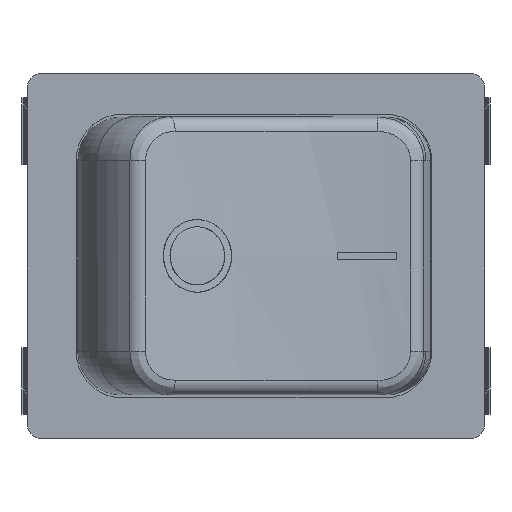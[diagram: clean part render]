
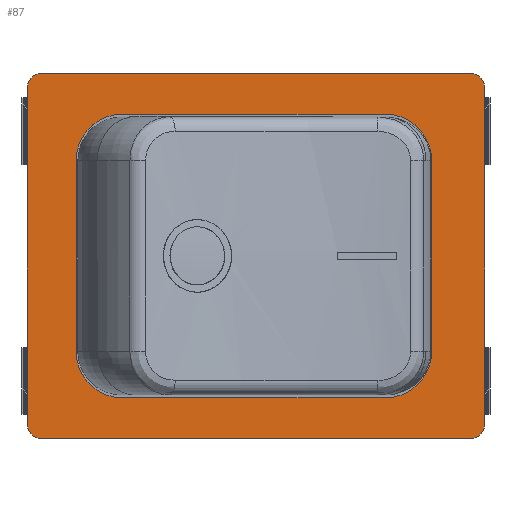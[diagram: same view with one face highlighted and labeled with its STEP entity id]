
A CAD part, top view. The second image highlights one B-rep face of the part: STEP entity #87.
In plain terms, the highlighted planar face has unit normal (0, 0, 1).
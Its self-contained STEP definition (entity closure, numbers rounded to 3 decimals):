
#87=ADVANCED_FACE('',(#389,#390),#391,.T.);
#389=FACE_OUTER_BOUND('',#991,.T.);
#390=FACE_BOUND('',#992,.T.);
#391=PLANE('',#993);
#991=EDGE_LOOP('',(#2043,#2044,#2045,#2046,#2047,#2048,#2049,#2050));
#992=EDGE_LOOP('',(#2051,#2052,#2053,#2054,#2055,#2056,#2057,#2058));
#993=AXIS2_PLACEMENT_3D('',#2059,#2060,#2061);
#2043=ORIENTED_EDGE('',*,*,#4472,.T.);
#2044=ORIENTED_EDGE('',*,*,#4473,.T.);
#2045=ORIENTED_EDGE('',*,*,#4474,.T.);
#2046=ORIENTED_EDGE('',*,*,#4475,.T.);
#2047=ORIENTED_EDGE('',*,*,#4476,.T.);
#2048=ORIENTED_EDGE('',*,*,#4477,.T.);
#2049=ORIENTED_EDGE('',*,*,#4478,.T.);
#2050=ORIENTED_EDGE('',*,*,#4479,.T.);
#2051=ORIENTED_EDGE('',*,*,#4480,.T.);
#2052=ORIENTED_EDGE('',*,*,#4481,.F.);
#2053=ORIENTED_EDGE('',*,*,#4482,.T.);
#2054=ORIENTED_EDGE('',*,*,#4483,.T.);
#2055=ORIENTED_EDGE('',*,*,#4484,.T.);
#2056=ORIENTED_EDGE('',*,*,#4485,.F.);
#2057=ORIENTED_EDGE('',*,*,#4486,.T.);
#2058=ORIENTED_EDGE('',*,*,#4487,.T.);
#2059=CARTESIAN_POINT('',(0.0,0.0,0.0));
#2060=DIRECTION('',(0.0,0.0,1.0));
#2061=DIRECTION('',(1.0,0.0,0.0));
#4472=EDGE_CURVE('',#5323,#5324,#5325,.T.);
#4473=EDGE_CURVE('',#5324,#5326,#5327,.T.);
#4474=EDGE_CURVE('',#5326,#5328,#5329,.T.);
#4475=EDGE_CURVE('',#5328,#5330,#5331,.T.);
#4476=EDGE_CURVE('',#5330,#5332,#5333,.T.);
#4477=EDGE_CURVE('',#5332,#5334,#5335,.T.);
#4478=EDGE_CURVE('',#5334,#5336,#5337,.T.);
#4479=EDGE_CURVE('',#5336,#5323,#5338,.T.);
#4480=EDGE_CURVE('',#5339,#5340,#5341,.T.);
#4481=EDGE_CURVE('',#5342,#5340,#5343,.T.);
#4482=EDGE_CURVE('',#5342,#5344,#5345,.T.);
#4483=EDGE_CURVE('',#5344,#5346,#5347,.T.);
#4484=EDGE_CURVE('',#5346,#5348,#5349,.T.);
#4485=EDGE_CURVE('',#5350,#5348,#5351,.T.);
#4486=EDGE_CURVE('',#5350,#5352,#5353,.T.);
#4487=EDGE_CURVE('',#5352,#5339,#5354,.T.);
#5323=VERTEX_POINT('',#6756);
#5324=VERTEX_POINT('',#6757);
#5325=LINE('',#6758,#6759);
#5326=VERTEX_POINT('',#6760);
#5327=CIRCLE('',#6761,1.0);
#5328=VERTEX_POINT('',#6762);
#5329=LINE('',#6763,#6764);
#5330=VERTEX_POINT('',#6765);
#5331=CIRCLE('',#6766,1.0);
#5332=VERTEX_POINT('',#6767);
#5333=LINE('',#6768,#6769);
#5334=VERTEX_POINT('',#6770);
#5335=CIRCLE('',#6771,1.0);
#5336=VERTEX_POINT('',#6772);
#5337=LINE('',#6773,#6774);
#5338=CIRCLE('',#6775,1.0);
#5339=VERTEX_POINT('',#6776);
#5340=VERTEX_POINT('',#6777);
#5341=CIRCLE('',#6778,3.2);
#5342=VERTEX_POINT('',#6779);
#5343=LINE('',#6780,#6781);
#5344=VERTEX_POINT('',#6782);
#5345=CIRCLE('',#6783,3.2);
#5346=VERTEX_POINT('',#6784);
#5347=LINE('',#6785,#6786);
#5348=VERTEX_POINT('',#6787);
#5349=CIRCLE('',#6788,3.2);
#5350=VERTEX_POINT('',#6789);
#5351=LINE('',#6790,#6791);
#5352=VERTEX_POINT('',#6792);
#5353=CIRCLE('',#6793,3.2);
#5354=LINE('',#6794,#6795);
#6756=CARTESIAN_POINT('',(-14.75,-12.6,0.0));
#6757=CARTESIAN_POINT('',(14.75,-12.6,0.0));
#6758=CARTESIAN_POINT('',(-14.75,-12.6,0.0));
#6759=VECTOR('',#9230,29.5);
#6760=CARTESIAN_POINT('',(15.75,-11.6,0.0));
#6761=AXIS2_PLACEMENT_3D('',#9231,#9232,#9233);
#6762=CARTESIAN_POINT('',(15.75,11.6,0.0));
#6763=CARTESIAN_POINT('',(15.75,-11.6,0.0));
#6764=VECTOR('',#9234,23.2);
#6765=CARTESIAN_POINT('',(14.75,12.6,0.0));
#6766=AXIS2_PLACEMENT_3D('',#9235,#9236,#9237);
#6767=CARTESIAN_POINT('',(-14.75,12.6,0.0));
#6768=CARTESIAN_POINT('',(14.75,12.6,0.0));
#6769=VECTOR('',#9238,29.5);
#6770=CARTESIAN_POINT('',(-15.75,11.6,0.0));
#6771=AXIS2_PLACEMENT_3D('',#9239,#9240,#9241);
#6772=CARTESIAN_POINT('',(-15.75,-11.6,0.0));
#6773=CARTESIAN_POINT('',(-15.75,11.6,0.0));
#6774=VECTOR('',#9242,23.2);
#6775=AXIS2_PLACEMENT_3D('',#9243,#9244,#9245);
#6776=CARTESIAN_POINT('',(-12.395,6.575,0.0));
#6777=CARTESIAN_POINT('',(-9.195,9.775,0.0));
#6778=AXIS2_PLACEMENT_3D('',#9246,#9247,#9248);
#6779=CARTESIAN_POINT('',(8.905,9.775,0.0));
#6780=CARTESIAN_POINT('',(8.905,9.775,0.0));
#6781=VECTOR('',#9249,18.1);
#6782=CARTESIAN_POINT('',(12.105,6.575,0.0));
#6783=AXIS2_PLACEMENT_3D('',#9250,#9251,#9252);
#6784=CARTESIAN_POINT('',(12.105,-6.575,0.0));
#6785=CARTESIAN_POINT('',(12.105,6.575,0.0));
#6786=VECTOR('',#9253,13.15);
#6787=CARTESIAN_POINT('',(8.905,-9.775,0.0));
#6788=AXIS2_PLACEMENT_3D('',#9254,#9255,#9256);
#6789=CARTESIAN_POINT('',(-9.195,-9.775,0.0));
#6790=CARTESIAN_POINT('',(-9.195,-9.775,0.0));
#6791=VECTOR('',#9257,18.1);
#6792=CARTESIAN_POINT('',(-12.395,-6.575,0.0));
#6793=AXIS2_PLACEMENT_3D('',#9258,#9259,#9260);
#6794=CARTESIAN_POINT('',(-12.395,-6.575,0.0));
#6795=VECTOR('',#9261,13.15);
#9230=DIRECTION('',(1.0,0.0,0.0));
#9231=CARTESIAN_POINT('',(14.75,-11.6,0.0));
#9232=DIRECTION('',(0.0,0.0,1.0));
#9233=DIRECTION('',(0.0,-1.0,0.0));
#9234=DIRECTION('',(0.0,1.0,0.0));
#9235=CARTESIAN_POINT('',(14.75,11.6,0.0));
#9236=DIRECTION('',(0.0,0.0,1.0));
#9237=DIRECTION('',(1.0,0.0,0.0));
#9238=DIRECTION('',(-1.0,0.0,0.0));
#9239=CARTESIAN_POINT('',(-14.75,11.6,0.0));
#9240=DIRECTION('',(0.0,-0.0,1.0));
#9241=DIRECTION('',(0.0,1.0,0.0));
#9242=DIRECTION('',(0.0,-1.0,0.0));
#9243=CARTESIAN_POINT('',(-14.75,-11.6,0.0));
#9244=DIRECTION('',(0.0,0.0,1.0));
#9245=DIRECTION('',(-1.0,0.0,0.0));
#9246=CARTESIAN_POINT('',(-9.195,6.575,0.));
#9247=DIRECTION('',(0.0,0.0,-1.0));
#9248=DIRECTION('',(-1.0,0.0,0.0));
#9249=DIRECTION('',(-1.0,0.0,0.0));
#9250=CARTESIAN_POINT('',(8.905,6.575,0.));
#9251=DIRECTION('',(0.0,0.0,-1.0));
#9252=DIRECTION('',(0.0,1.0,0.0));
#9253=DIRECTION('',(0.0,-1.0,0.0));
#9254=CARTESIAN_POINT('',(8.905,-6.575,0.));
#9255=DIRECTION('',(0.0,0.0,-1.0));
#9256=DIRECTION('',(1.0,0.0,0.0));
#9257=DIRECTION('',(1.0,0.0,0.0));
#9258=CARTESIAN_POINT('',(-9.195,-6.575,0.));
#9259=DIRECTION('',(0.0,0.0,-1.0));
#9260=DIRECTION('',(0.0,-1.0,0.0));
#9261=DIRECTION('',(0.0,1.0,0.0));
